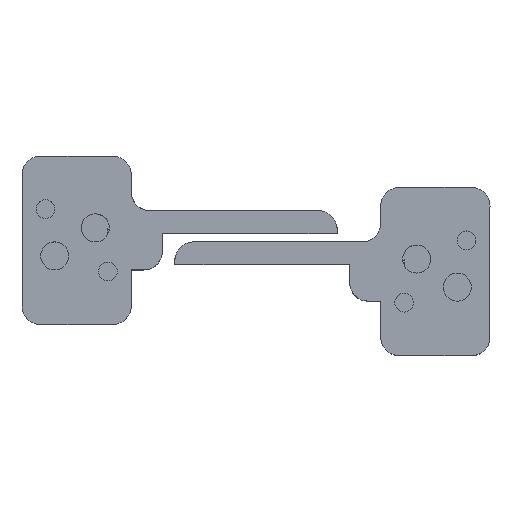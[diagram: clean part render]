
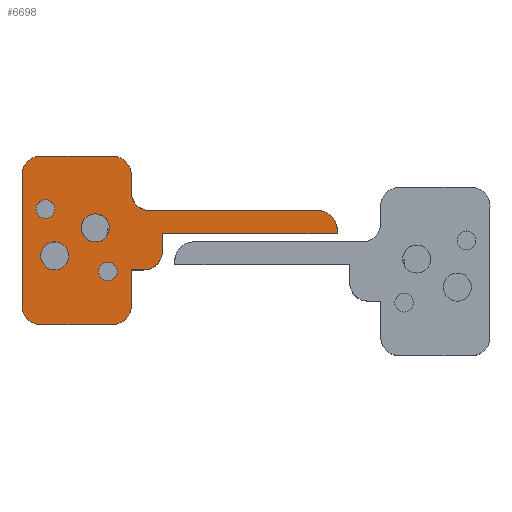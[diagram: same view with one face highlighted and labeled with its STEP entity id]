
A CAD part, top view. The second image highlights one B-rep face of the part: STEP entity #6698.
In plain terms, the highlighted planar face has unit normal (0, 0, 1).
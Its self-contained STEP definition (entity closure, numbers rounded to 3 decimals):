
#34=FACE_BOUND('',#772,.T.);
#35=FACE_BOUND('',#773,.T.);
#36=FACE_BOUND('',#774,.T.);
#37=FACE_BOUND('',#775,.T.);
#97=PLANE('',#7125);
#394=FACE_OUTER_BOUND('',#771,.T.);
#771=EDGE_LOOP('',(#4746,#4747,#4748,#4749,#4750,#4751,#4752,#4753,#4754,
#4755,#4756,#4757,#4758,#4759,#4760,#4761,#4762));
#772=EDGE_LOOP('',(#4763));
#773=EDGE_LOOP('',(#4764));
#774=EDGE_LOOP('',(#4765));
#775=EDGE_LOOP('',(#4766));
#1182=CIRCLE('',#7085,6.);
#1194=CIRCLE('',#7108,6.);
#1197=CIRCLE('',#7113,6.);
#1203=CIRCLE('',#7126,6.);
#1204=CIRCLE('',#7127,6.);
#1205=CIRCLE('',#7128,6.);
#1206=CIRCLE('',#7129,6.);
#1207=CIRCLE('',#7130,3.);
#1208=CIRCLE('',#7131,3.);
#1209=CIRCLE('',#7132,4.5);
#1210=CIRCLE('',#7133,4.5);
#1366=LINE('',#9613,#2168);
#1406=LINE('',#9714,#2208);
#1414=LINE('',#9737,#2216);
#1428=LINE('',#9805,#2230);
#1430=LINE('',#9812,#2232);
#1431=LINE('',#9816,#2233);
#1432=LINE('',#9820,#2234);
#1433=LINE('',#9823,#2235);
#1434=LINE('',#9825,#2236);
#1435=LINE('',#9826,#2237);
#2168=VECTOR('',#7674,10.);
#2208=VECTOR('',#7746,10.);
#2216=VECTOR('',#7766,10.);
#2230=VECTOR('',#7806,10.);
#2232=VECTOR('',#7814,10.);
#2233=VECTOR('',#7817,10.);
#2234=VECTOR('',#7820,10.);
#2235=VECTOR('',#7823,10.);
#2236=VECTOR('',#7824,10.);
#2237=VECTOR('',#7825,10.);
#2977=VERTEX_POINT('',#9587);
#2978=VERTEX_POINT('',#9589);
#2988=VERTEX_POINT('',#9611);
#3032=VERTEX_POINT('',#9711);
#3033=VERTEX_POINT('',#9713);
#3040=VERTEX_POINT('',#9728);
#3042=VERTEX_POINT('',#9735);
#3045=VERTEX_POINT('',#9742);
#3046=VERTEX_POINT('',#9744);
#3061=VERTEX_POINT('',#9809);
#3062=VERTEX_POINT('',#9811);
#3063=VERTEX_POINT('',#9813);
#3064=VERTEX_POINT('',#9815);
#3065=VERTEX_POINT('',#9817);
#3066=VERTEX_POINT('',#9819);
#3067=VERTEX_POINT('',#9822);
#3068=VERTEX_POINT('',#9824);
#3069=VERTEX_POINT('',#9827);
#3070=VERTEX_POINT('',#9829);
#3071=VERTEX_POINT('',#9831);
#3072=VERTEX_POINT('',#9833);
#3631=EDGE_CURVE('',#2977,#2978,#1182,.T.);
#3643=EDGE_CURVE('',#2988,#2977,#1366,.T.);
#3693=EDGE_CURVE('',#3033,#3032,#1406,.T.);
#3701=EDGE_CURVE('',#3040,#2988,#1194,.T.);
#3705=EDGE_CURVE('',#3040,#3042,#1414,.T.);
#3708=EDGE_CURVE('',#3045,#3046,#1197,.T.);
#3728=EDGE_CURVE('',#3032,#3046,#1428,.T.);
#3731=EDGE_CURVE('',#3061,#3042,#1203,.T.);
#3732=EDGE_CURVE('',#3061,#3062,#1430,.T.);
#3733=EDGE_CURVE('',#3063,#3062,#1204,.T.);
#3734=EDGE_CURVE('',#3063,#3064,#1431,.T.);
#3735=EDGE_CURVE('',#3065,#3064,#1205,.T.);
#3736=EDGE_CURVE('',#3065,#3066,#1432,.T.);
#3737=EDGE_CURVE('',#3033,#3066,#1206,.T.);
#3738=EDGE_CURVE('',#3067,#3045,#1433,.T.);
#3739=EDGE_CURVE('',#3067,#3068,#1434,.T.);
#3740=EDGE_CURVE('',#2978,#3068,#1435,.T.);
#3741=EDGE_CURVE('',#3069,#3069,#1207,.T.);
#3742=EDGE_CURVE('',#3070,#3070,#1208,.T.);
#3743=EDGE_CURVE('',#3071,#3071,#1209,.T.);
#3744=EDGE_CURVE('',#3072,#3072,#1210,.T.);
#4746=ORIENTED_EDGE('',*,*,#3631,.F.);
#4747=ORIENTED_EDGE('',*,*,#3643,.F.);
#4748=ORIENTED_EDGE('',*,*,#3701,.F.);
#4749=ORIENTED_EDGE('',*,*,#3705,.T.);
#4750=ORIENTED_EDGE('',*,*,#3731,.F.);
#4751=ORIENTED_EDGE('',*,*,#3732,.T.);
#4752=ORIENTED_EDGE('',*,*,#3733,.F.);
#4753=ORIENTED_EDGE('',*,*,#3734,.T.);
#4754=ORIENTED_EDGE('',*,*,#3735,.F.);
#4755=ORIENTED_EDGE('',*,*,#3736,.T.);
#4756=ORIENTED_EDGE('',*,*,#3737,.F.);
#4757=ORIENTED_EDGE('',*,*,#3693,.T.);
#4758=ORIENTED_EDGE('',*,*,#3728,.T.);
#4759=ORIENTED_EDGE('',*,*,#3708,.F.);
#4760=ORIENTED_EDGE('',*,*,#3738,.F.);
#4761=ORIENTED_EDGE('',*,*,#3739,.T.);
#4762=ORIENTED_EDGE('',*,*,#3740,.F.);
#4763=ORIENTED_EDGE('',*,*,#3741,.T.);
#4764=ORIENTED_EDGE('',*,*,#3742,.T.);
#4765=ORIENTED_EDGE('',*,*,#3743,.T.);
#4766=ORIENTED_EDGE('',*,*,#3744,.T.);
#6698=ADVANCED_FACE('',(#394,#34,#35,#36,#37),#97,.T.);
#7085=AXIS2_PLACEMENT_3D('',#9590,#7657,#7658);
#7108=AXIS2_PLACEMENT_3D('',#9730,#7758,#7759);
#7113=AXIS2_PLACEMENT_3D('',#9745,#7772,#7773);
#7125=AXIS2_PLACEMENT_3D('',#9808,#7810,#7811);
#7126=AXIS2_PLACEMENT_3D('',#9810,#7812,#7813);
#7127=AXIS2_PLACEMENT_3D('',#9814,#7815,#7816);
#7128=AXIS2_PLACEMENT_3D('',#9818,#7818,#7819);
#7129=AXIS2_PLACEMENT_3D('',#9821,#7821,#7822);
#7130=AXIS2_PLACEMENT_3D('',#9828,#7826,#7827);
#7131=AXIS2_PLACEMENT_3D('',#9830,#7828,#7829);
#7132=AXIS2_PLACEMENT_3D('',#9832,#7830,#7831);
#7133=AXIS2_PLACEMENT_3D('',#9834,#7832,#7833);
#7657=DIRECTION('center_axis',(0.,0.,-1.));
#7658=DIRECTION('ref_axis',(0.707,-0.707,0.));
#7674=DIRECTION('',(0.,-1.,0.));
#7746=DIRECTION('',(1.,0.,0.));
#7758=DIRECTION('center_axis',(0.,0.,1.));
#7759=DIRECTION('ref_axis',(-0.707,0.707,0.));
#7766=DIRECTION('',(1.,0.,0.));
#7772=DIRECTION('center_axis',(0.,0.,-1.));
#7773=DIRECTION('ref_axis',(-0.707,-0.707,0.));
#7806=DIRECTION('',(0.,-1.,0.));
#7810=DIRECTION('center_axis',(0.,0.,1.));
#7811=DIRECTION('ref_axis',(1.,0.,0.));
#7812=DIRECTION('center_axis',(0.,0.,-1.));
#7813=DIRECTION('ref_axis',(0.707,-0.707,0.));
#7814=DIRECTION('',(0.,1.,0.));
#7815=DIRECTION('center_axis',(0.,0.,-1.));
#7816=DIRECTION('ref_axis',(0.707,0.707,0.));
#7817=DIRECTION('',(-1.,0.,0.));
#7818=DIRECTION('center_axis',(0.,0.,-1.));
#7819=DIRECTION('ref_axis',(-0.707,0.707,0.));
#7820=DIRECTION('',(0.,-1.,0.));
#7821=DIRECTION('center_axis',(0.,0.,-1.));
#7822=DIRECTION('ref_axis',(-0.707,-0.707,0.));
#7823=DIRECTION('',(-1.,0.,0.));
#7824=DIRECTION('',(0.,-1.,0.));
#7825=DIRECTION('',(-1.,0.,0.));
#7826=DIRECTION('center_axis',(0.,0.,-1.));
#7827=DIRECTION('ref_axis',(1.,0.,0.));
#7828=DIRECTION('center_axis',(0.,0.,-1.));
#7829=DIRECTION('ref_axis',(1.,0.,0.));
#7830=DIRECTION('center_axis',(0.,0.,-1.));
#7831=DIRECTION('ref_axis',(-1.,0.,0.));
#7832=DIRECTION('center_axis',(0.,0.,-1.));
#7833=DIRECTION('ref_axis',(-1.,0.,0.));
#9587=CARTESIAN_POINT('',(9.5,-77.5,26.));
#9589=CARTESIAN_POINT('',(3.5,-83.5,26.));
#9590=CARTESIAN_POINT('Origin',(3.5,-77.5,26.));
#9611=CARTESIAN_POINT('',(9.5,-23.5,26.));
#9613=CARTESIAN_POINT('',(9.5,-17.5,26.));
#9711=CARTESIAN_POINT('',(-9.5,-17.5,26.));
#9713=CARTESIAN_POINT('',(-21.,-17.5,26.));
#9714=CARTESIAN_POINT('',(27.,-17.5,26.));
#9728=CARTESIAN_POINT('',(15.5,-17.5,26.));
#9730=CARTESIAN_POINT('Origin',(15.5,-23.5,26.));
#9735=CARTESIAN_POINT('',(21.,-17.5,26.));
#9737=CARTESIAN_POINT('',(27.,-17.5,26.));
#9742=CARTESIAN_POINT('',(-3.5,-27.5,26.));
#9744=CARTESIAN_POINT('',(-9.5,-21.5,26.));
#9745=CARTESIAN_POINT('Origin',(-3.5,-21.5,26.));
#9805=CARTESIAN_POINT('',(-9.5,-17.5,26.));
#9808=CARTESIAN_POINT('Origin',(0.,0.,26.));
#9809=CARTESIAN_POINT('',(27.,-11.5,26.));
#9810=CARTESIAN_POINT('Origin',(21.,-11.5,26.));
#9811=CARTESIAN_POINT('',(27.,11.5,26.));
#9812=CARTESIAN_POINT('',(27.,17.5,26.));
#9813=CARTESIAN_POINT('',(21.,17.5,26.));
#9814=CARTESIAN_POINT('Origin',(21.,11.5,26.));
#9815=CARTESIAN_POINT('',(-21.,17.5,26.));
#9816=CARTESIAN_POINT('',(-27.,17.5,26.));
#9817=CARTESIAN_POINT('',(-27.,11.5,26.));
#9818=CARTESIAN_POINT('Origin',(-21.,11.5,26.));
#9819=CARTESIAN_POINT('',(-27.,-11.5,26.));
#9820=CARTESIAN_POINT('',(-27.,-17.5,26.));
#9821=CARTESIAN_POINT('Origin',(-21.,-11.5,26.));
#9822=CARTESIAN_POINT('',(2.125,-27.5,26.));
#9823=CARTESIAN_POINT('',(-9.5,-27.5,26.));
#9824=CARTESIAN_POINT('',(2.125,-83.5,26.));
#9825=CARTESIAN_POINT('',(2.125,-27.5,26.));
#9826=CARTESIAN_POINT('',(7.656,-83.5,26.));
#9827=CARTESIAN_POINT('',(-13.,-10.,26.));
#9828=CARTESIAN_POINT('Origin',(-10.,-10.,26.));
#9829=CARTESIAN_POINT('',(7.,10.,26.));
#9830=CARTESIAN_POINT('Origin',(10.,10.,26.));
#9831=CARTESIAN_POINT('',(-0.5,7.,26.));
#9832=CARTESIAN_POINT('Origin',(-5.,7.,26.));
#9833=CARTESIAN_POINT('',(8.5,-6.,26.));
#9834=CARTESIAN_POINT('Origin',(4.,-6.,26.));
